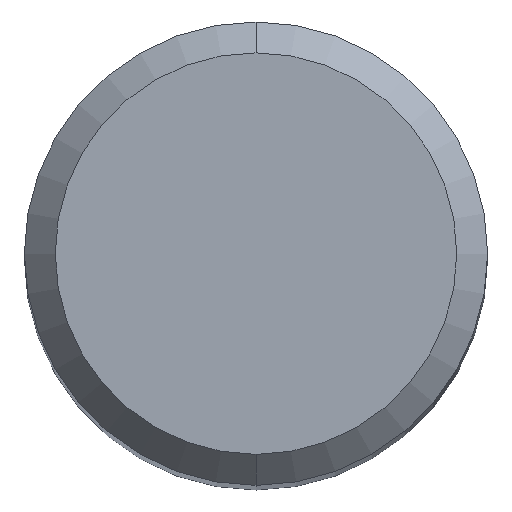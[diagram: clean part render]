
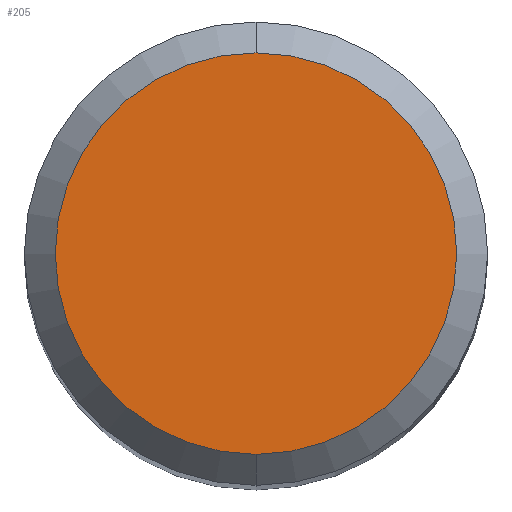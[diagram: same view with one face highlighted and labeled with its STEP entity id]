
A CAD part, top view. The second image highlights one B-rep face of the part: STEP entity #205.
In plain terms, the highlighted planar face has unit normal (0, 0, 1).
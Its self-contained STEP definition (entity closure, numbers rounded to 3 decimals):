
#99=VERTEX_POINT('',#250);
#121=EDGE_CURVE('',#191,#99,#273,.T.);
#191=VERTEX_POINT('',#352);
#205=ADVANCED_FACE('',(#369),#370,.T.);
#211=EDGE_CURVE('',#99,#191,#376,.T.);
#250=CARTESIAN_POINT('',(0.0,2.6,0.0));
#273=CIRCLE('',#439,2.6);
#352=CARTESIAN_POINT('',(0.,-2.6,0.0));
#369=FACE_OUTER_BOUND('',#562,.T.);
#370=PLANE('',#563);
#376=CIRCLE('',#572,2.6);
#439=AXIS2_PLACEMENT_3D('',#620,#621,#622);
#562=EDGE_LOOP('',(#754,#755));
#563=AXIS2_PLACEMENT_3D('',#756,#757,#758);
#572=AXIS2_PLACEMENT_3D('',#760,#761,#762);
#620=CARTESIAN_POINT('',(0.0,0.0,0.0));
#621=DIRECTION('',(0.0,0.0,-1.0));
#622=DIRECTION('',(0.0,1.0,0.0));
#754=ORIENTED_EDGE('',*,*,#211,.F.);
#755=ORIENTED_EDGE('',*,*,#121,.F.);
#756=CARTESIAN_POINT('',(0.0,1.3,0.0));
#757=DIRECTION('',(-0.0,0.0,1.0));
#758=DIRECTION('',(0.0,-1.0,0.0));
#760=CARTESIAN_POINT('',(0.0,0.0,0.0));
#761=DIRECTION('',(0.0,0.0,-1.0));
#762=DIRECTION('',(0.0,1.0,0.0));
